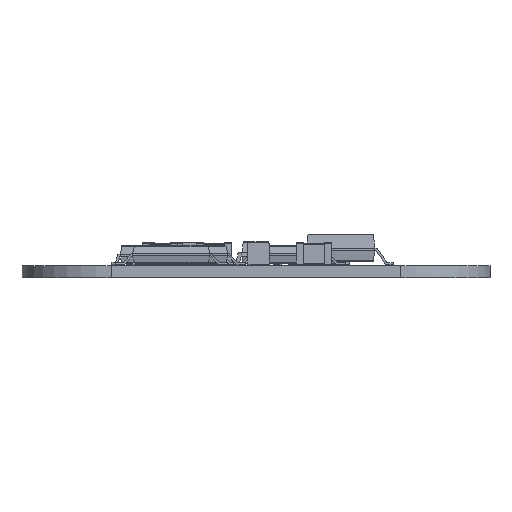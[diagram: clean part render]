
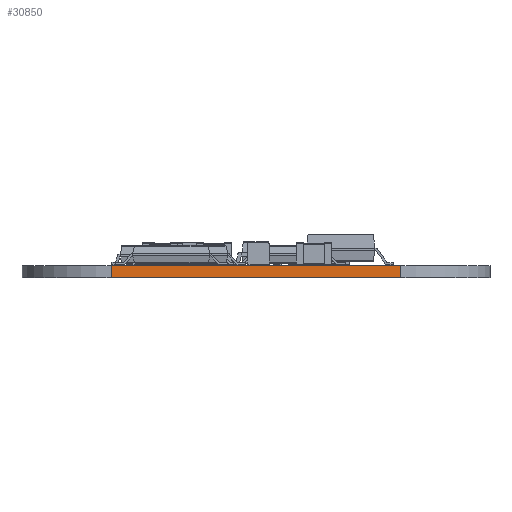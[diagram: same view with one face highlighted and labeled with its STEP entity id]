
A CAD part, front view. The second image highlights one B-rep face of the part: STEP entity #30850.
In plain terms, the highlighted planar face has unit normal (0, -1, 0).
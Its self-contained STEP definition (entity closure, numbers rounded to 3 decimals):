
#30106 = VERTEX_POINT('',#30107);
#30107 = CARTESIAN_POINT('',(3.175,-33.655,0.));
#30114 = EDGE_CURVE('',#30115,#30106,#30117,.T.);
#30115 = VERTEX_POINT('',#30116);
#30116 = CARTESIAN_POINT('',(19.685,-33.655,0.));
#30117 = LINE('',#30118,#30119);
#30118 = CARTESIAN_POINT('',(19.685,-33.655,0.));
#30119 = VECTOR('',#30120,1.);
#30120 = DIRECTION('',(-1.,0.,0.));
#30439 = VERTEX_POINT('',#30440);
#30440 = CARTESIAN_POINT('',(3.175,-33.655,0.7));
#30447 = EDGE_CURVE('',#30448,#30439,#30450,.T.);
#30448 = VERTEX_POINT('',#30449);
#30449 = CARTESIAN_POINT('',(19.685,-33.655,0.7));
#30450 = LINE('',#30451,#30452);
#30451 = CARTESIAN_POINT('',(19.685,-33.655,0.7));
#30452 = VECTOR('',#30453,1.);
#30453 = DIRECTION('',(-1.,0.,0.));
#30820 = EDGE_CURVE('',#30106,#30439,#30821,.T.);
#30821 = LINE('',#30822,#30823);
#30822 = CARTESIAN_POINT('',(3.175,-33.655,0.));
#30823 = VECTOR('',#30824,1.);
#30824 = DIRECTION('',(0.,0.,1.));
#30839 = EDGE_CURVE('',#30115,#30448,#30840,.T.);
#30840 = LINE('',#30841,#30842);
#30841 = CARTESIAN_POINT('',(19.685,-33.655,0.));
#30842 = VECTOR('',#30843,1.);
#30843 = DIRECTION('',(0.,0.,1.));
#30850 = ADVANCED_FACE('',(#30851),#30857,.T.);
#30851 = FACE_BOUND('',#30852,.T.);
#30852 = EDGE_LOOP('',(#30853,#30854,#30855,#30856));
#30853 = ORIENTED_EDGE('',*,*,#30839,.T.);
#30854 = ORIENTED_EDGE('',*,*,#30447,.T.);
#30855 = ORIENTED_EDGE('',*,*,#30820,.F.);
#30856 = ORIENTED_EDGE('',*,*,#30114,.F.);
#30857 = PLANE('',#30858);
#30858 = AXIS2_PLACEMENT_3D('',#30859,#30860,#30861);
#30859 = CARTESIAN_POINT('',(19.685,-33.655,0.));
#30860 = DIRECTION('',(0.,-1.,0.));
#30861 = DIRECTION('',(-1.,0.,0.));
